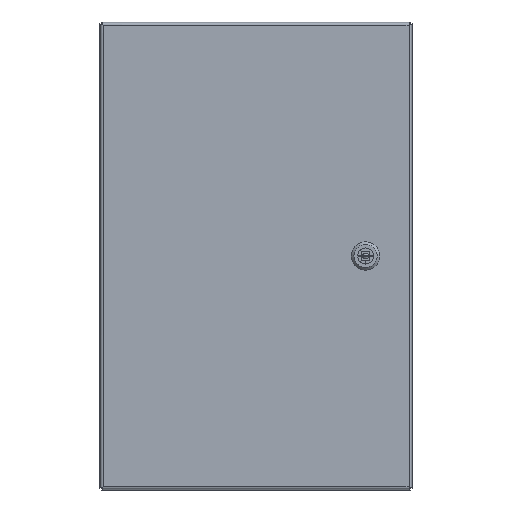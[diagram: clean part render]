
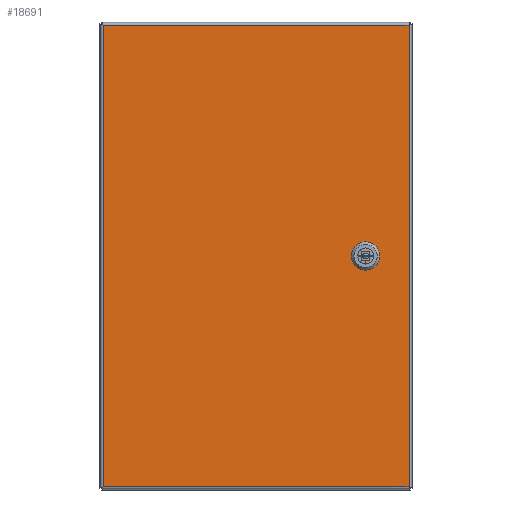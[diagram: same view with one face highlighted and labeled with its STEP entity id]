
A CAD part, front view. The second image highlights one B-rep face of the part: STEP entity #18691.
In plain terms, the highlighted planar face has unit normal (0, -1, 0).
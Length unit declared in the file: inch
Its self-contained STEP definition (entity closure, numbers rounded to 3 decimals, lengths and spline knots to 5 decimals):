
#640 = VERTEX_POINT ( 'NONE', #5872 ) ;
#668 = VERTEX_POINT ( 'NONE', #17319 ) ;
#910 = LINE ( 'NONE', #7346, #11150 ) ;
#941 = VERTEX_POINT ( 'NONE', #15452 ) ;
#1167 = CARTESIAN_POINT ( 'NONE',  ( 5.947, -1.797, -18.0665 ) ) ;
#1321 = LINE ( 'NONE', #10721, #17605 ) ;
#1339 = ORIENTED_EDGE ( 'NONE', *, *, #17936, .T. ) ;
#1541 = DIRECTION ( 'NONE',  ( -0.707, 0., -0.707 ) ) ;
#1934 = ORIENTED_EDGE ( 'NONE', *, *, #12228, .T. ) ;
#2177 = VECTOR ( 'NONE', #6923, 39.37008 ) ;
#2265 = DIRECTION ( 'NONE',  ( 0., 0., 1. ) ) ;
#2366 = EDGE_CURVE ( 'NONE', #17207, #12340, #12733, .T. ) ;
#2430 = PLANE ( 'NONE',  #20802 ) ;
#2698 = VECTOR ( 'NONE', #8136, 39.37008 ) ;
#2771 = LINE ( 'NONE', #7625, #11945 ) ;
#2979 = VERTEX_POINT ( 'NONE', #11476 ) ;
#3092 = CARTESIAN_POINT ( 'NONE',  ( 4.6545, -1.797, -8.864 ) ) ;
#3382 = CARTESIAN_POINT ( 'NONE',  ( 4.49, -1.797, -8.6995 ) ) ;
#3616 = EDGE_CURVE ( 'NONE', #12340, #640, #2771, .T. ) ;
#3797 = DIRECTION ( 'NONE',  ( 1., 0., 0. ) ) ;
#3810 = VECTOR ( 'NONE', #19203, 39.37008 ) ;
#4046 = VECTOR ( 'NONE', #1541, 39.37008 ) ;
#4227 = DIRECTION ( 'NONE',  ( 0., 0., 1. ) ) ;
#4493 = VERTEX_POINT ( 'NONE', #3092 ) ;
#4652 = CARTESIAN_POINT ( 'NONE',  ( 4.49, -1.797, -8.6995 ) ) ;
#4791 = CARTESIAN_POINT ( 'NONE',  ( -5.946, -1.797, -0.1235 ) ) ;
#5153 = EDGE_CURVE ( 'NONE', #14089, #4493, #18957, .T. ) ;
#5228 = EDGE_LOOP ( 'NONE', ( #9796, #15091, #15059, #15669 ) ) ;
#5872 = CARTESIAN_POINT ( 'NONE',  ( -5.946, -1.797, -18.0665 ) ) ;
#5950 = LINE ( 'NONE', #7220, #16563 ) ;
#6374 = ORIENTED_EDGE ( 'NONE', *, *, #19931, .T. ) ;
#6923 = DIRECTION ( 'NONE',  ( -1., 0., 0. ) ) ;
#7220 = CARTESIAN_POINT ( 'NONE',  ( 3.8635, -1.797, -18.0665 ) ) ;
#7346 = CARTESIAN_POINT ( 'NONE',  ( 4.6545, -1.797, -18.0665 ) ) ;
#7625 = CARTESIAN_POINT ( 'NONE',  ( -5.946, -1.797, -18.0665 ) ) ;
#7665 = ORIENTED_EDGE ( 'NONE', *, *, #11529, .T. ) ;
#7813 = VECTOR ( 'NONE', #10362, 39.37008 ) ;
#8103 = VECTOR ( 'NONE', #3797, 39.37008 ) ;
#8136 = DIRECTION ( 'NONE',  ( 0.707, 0., -0.707 ) ) ;
#8269 = CARTESIAN_POINT ( 'NONE',  ( 3.8635, -1.797, -8.864 ) ) ;
#8883 = EDGE_CURVE ( 'NONE', #640, #941, #1321, .T. ) ;
#9169 = CARTESIAN_POINT ( 'NONE',  ( 4.028, -1.797, -9.4905 ) ) ;
#9581 = VERTEX_POINT ( 'NONE', #17247 ) ;
#9656 = VECTOR ( 'NONE', #14742, 39.37008 ) ;
#9796 = ORIENTED_EDGE ( 'NONE', *, *, #14020, .T. ) ;
#10292 = EDGE_CURVE ( 'NONE', #16603, #668, #18115, .T. ) ;
#10354 = ORIENTED_EDGE ( 'NONE', *, *, #5153, .T. ) ;
#10362 = DIRECTION ( 'NONE',  ( -0.707, 0., 0.707 ) ) ;
#10558 = CARTESIAN_POINT ( 'NONE',  ( -5.946, -1.797, -18.0665 ) ) ;
#10721 = CARTESIAN_POINT ( 'NONE',  ( -5.946, -1.797, -18.0665 ) ) ;
#10839 = VERTEX_POINT ( 'NONE', #12873 ) ;
#11105 = EDGE_CURVE ( 'NONE', #4493, #9581, #910, .T. ) ;
#11150 = VECTOR ( 'NONE', #12314, 39.37008 ) ;
#11476 = CARTESIAN_POINT ( 'NONE',  ( 3.8635, -1.797, -8.864 ) ) ;
#11529 = EDGE_CURVE ( 'NONE', #668, #2979, #5950, .T. ) ;
#11576 = LINE ( 'NONE', #14984, #2177 ) ;
#11945 = VECTOR ( 'NONE', #13985, 39.37008 ) ;
#12228 = EDGE_CURVE ( 'NONE', #9581, #10839, #14344, .T. ) ;
#12314 = DIRECTION ( 'NONE',  ( 0., 0., -1. ) ) ;
#12340 = VERTEX_POINT ( 'NONE', #14448 ) ;
#12353 = FACE_OUTER_BOUND ( 'NONE', #5228, .T. ) ;
#12733 = LINE ( 'NONE', #4791, #3810 ) ;
#12782 = ORIENTED_EDGE ( 'NONE', *, *, #11105, .T. ) ;
#12873 = CARTESIAN_POINT ( 'NONE',  ( 4.49, -1.797, -9.4905 ) ) ;
#13069 = CARTESIAN_POINT ( 'NONE',  ( 4.6545, -1.797, -9.326 ) ) ;
#13295 = EDGE_CURVE ( 'NONE', #16646, #14089, #13541, .T. ) ;
#13541 = LINE ( 'NONE', #18305, #8103 ) ;
#13743 = DIRECTION ( 'NONE',  ( 0., -1., 0. ) ) ;
#13985 = DIRECTION ( 'NONE',  ( 0., 0., -1. ) ) ;
#14020 = EDGE_CURVE ( 'NONE', #941, #17207, #15674, .T. ) ;
#14089 = VERTEX_POINT ( 'NONE', #3382 ) ;
#14230 = VECTOR ( 'NONE', #4227, 39.37008 ) ;
#14344 = LINE ( 'NONE', #13069, #4046 ) ;
#14448 = CARTESIAN_POINT ( 'NONE',  ( -5.946, -1.797, -0.1235 ) ) ;
#14742 = DIRECTION ( 'NONE',  ( 0.707, 0., 0.707 ) ) ;
#14984 = CARTESIAN_POINT ( 'NONE',  ( -5.946, -1.797, -9.4905 ) ) ;
#15059 = ORIENTED_EDGE ( 'NONE', *, *, #3616, .T. ) ;
#15091 = ORIENTED_EDGE ( 'NONE', *, *, #2366, .T. ) ;
#15452 = CARTESIAN_POINT ( 'NONE',  ( 5.947, -1.797, -18.0665 ) ) ;
#15669 = ORIENTED_EDGE ( 'NONE', *, *, #8883, .T. ) ;
#15674 = LINE ( 'NONE', #1167, #14230 ) ;
#15826 = DIRECTION ( 'NONE',  ( 1., 0., 0. ) ) ;
#16074 = CARTESIAN_POINT ( 'NONE',  ( 5.947, -1.797, -0.1235 ) ) ;
#16255 = EDGE_LOOP ( 'NONE', ( #7665, #1339, #19059, #10354, #12782, #1934, #6374, #20878 ) ) ;
#16341 = LINE ( 'NONE', #8269, #9656 ) ;
#16563 = VECTOR ( 'NONE', #2265, 39.37008 ) ;
#16603 = VERTEX_POINT ( 'NONE', #9169 ) ;
#16646 = VERTEX_POINT ( 'NONE', #19556 ) ;
#16928 = FACE_BOUND ( 'NONE', #16255, .T. ) ;
#17023 = DIRECTION ( 'NONE',  ( 0., 0., -1. ) ) ;
#17207 = VERTEX_POINT ( 'NONE', #16074 ) ;
#17247 = CARTESIAN_POINT ( 'NONE',  ( 4.6545, -1.797, -9.326 ) ) ;
#17319 = CARTESIAN_POINT ( 'NONE',  ( 3.8635, -1.797, -9.326 ) ) ;
#17605 = VECTOR ( 'NONE', #15826, 39.37008 ) ;
#17936 = EDGE_CURVE ( 'NONE', #2979, #16646, #16341, .T. ) ;
#18115 = LINE ( 'NONE', #18418, #7813 ) ;
#18305 = CARTESIAN_POINT ( 'NONE',  ( -5.946, -1.797, -8.6995 ) ) ;
#18418 = CARTESIAN_POINT ( 'NONE',  ( 4.028, -1.797, -9.4905 ) ) ;
#18691 = ADVANCED_FACE ( 'NONE', ( #12353, #16928 ), #2430, .T. ) ;
#18957 = LINE ( 'NONE', #4652, #2698 ) ;
#19059 = ORIENTED_EDGE ( 'NONE', *, *, #13295, .T. ) ;
#19203 = DIRECTION ( 'NONE',  ( -1., 0., 0. ) ) ;
#19556 = CARTESIAN_POINT ( 'NONE',  ( 4.028, -1.797, -8.6995 ) ) ;
#19931 = EDGE_CURVE ( 'NONE', #10839, #16603, #11576, .T. ) ;
#20802 = AXIS2_PLACEMENT_3D ( 'NONE', #10558, #13743, #17023 ) ;
#20878 = ORIENTED_EDGE ( 'NONE', *, *, #10292, .T. ) ;
